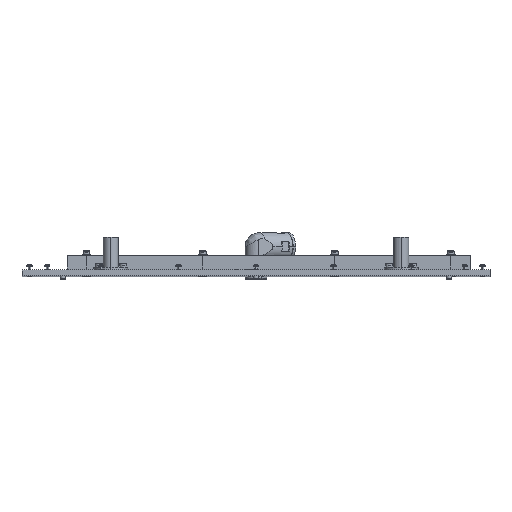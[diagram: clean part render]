
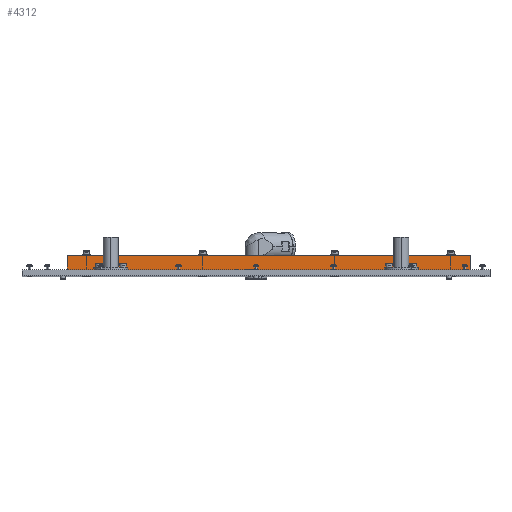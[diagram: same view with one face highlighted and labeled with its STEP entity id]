
A CAD part, top view. The second image highlights one B-rep face of the part: STEP entity #4312.
In plain terms, the highlighted planar face has unit normal (0, 0, 1).
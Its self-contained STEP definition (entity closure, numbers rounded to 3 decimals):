
#369 = VECTOR ( 'NONE', #13478, 1000. ) ;
#375 = ORIENTED_EDGE ( 'NONE', *, *, #11830, .T. ) ;
#547 = CARTESIAN_POINT ( 'NONE',  ( 208., 7.5, 4. ) ) ;
#782 = CARTESIAN_POINT ( 'NONE',  ( -208., 7.5, 4. ) ) ;
#1115 = EDGE_LOOP ( 'NONE', ( #9753, #17607, #375, #18258 ) ) ;
#1916 = LINE ( 'NONE', #6412, #369 ) ;
#2163 = VERTEX_POINT ( 'NONE', #8123 ) ;
#4312 = ADVANCED_FACE ( 'NONE', ( #16206 ), #17883, .T. ) ;
#4491 = VERTEX_POINT ( 'NONE', #13800 ) ;
#4672 = CARTESIAN_POINT ( 'NONE',  ( -208., -7.5, 4. ) ) ;
#4955 = VECTOR ( 'NONE', #11573, 1000. ) ;
#5037 = DIRECTION ( 'NONE',  ( 1., 0., 0. ) ) ;
#5807 = EDGE_CURVE ( 'NONE', #17275, #2163, #8914, .T. ) ;
#6033 = CARTESIAN_POINT ( 'NONE',  ( -208., -7.5, 4. ) ) ;
#6412 = CARTESIAN_POINT ( 'NONE',  ( -208., -7.5, 4. ) ) ;
#7944 = AXIS2_PLACEMENT_3D ( 'NONE', #4672, #16289, #5037 ) ;
#8123 = CARTESIAN_POINT ( 'NONE',  ( -208., 7.5, 4. ) ) ;
#8570 = DIRECTION ( 'NONE',  ( 0., 1., 0. ) ) ;
#8914 = LINE ( 'NONE', #11671, #4955 ) ;
#9256 = VERTEX_POINT ( 'NONE', #6033 ) ;
#9753 = ORIENTED_EDGE ( 'NONE', *, *, #11667, .T. ) ;
#11573 = DIRECTION ( 'NONE',  ( -1., 0., 0. ) ) ;
#11667 = EDGE_CURVE ( 'NONE', #2163, #9256, #17945, .T. ) ;
#11671 = CARTESIAN_POINT ( 'NONE',  ( -208., 7.5, 4. ) ) ;
#11830 = EDGE_CURVE ( 'NONE', #4491, #17275, #12908, .T. ) ;
#12908 = LINE ( 'NONE', #17546, #14033 ) ;
#13478 = DIRECTION ( 'NONE',  ( 1., 0., 0. ) ) ;
#13724 = EDGE_CURVE ( 'NONE', #9256, #4491, #1916, .T. ) ;
#13800 = CARTESIAN_POINT ( 'NONE',  ( 208., -7.5, 4. ) ) ;
#14033 = VECTOR ( 'NONE', #8570, 1000. ) ;
#16206 = FACE_OUTER_BOUND ( 'NONE', #1115, .T. ) ;
#16289 = DIRECTION ( 'NONE',  ( 0., 0., 1. ) ) ;
#17275 = VERTEX_POINT ( 'NONE', #547 ) ;
#17546 = CARTESIAN_POINT ( 'NONE',  ( 208., 7.5, 4. ) ) ;
#17607 = ORIENTED_EDGE ( 'NONE', *, *, #13724, .T. ) ;
#17883 = PLANE ( 'NONE',  #7944 ) ;
#17945 = LINE ( 'NONE', #782, #18245 ) ;
#18040 = DIRECTION ( 'NONE',  ( 0., -1., 0. ) ) ;
#18245 = VECTOR ( 'NONE', #18040, 1000. ) ;
#18258 = ORIENTED_EDGE ( 'NONE', *, *, #5807, .T. ) ;
